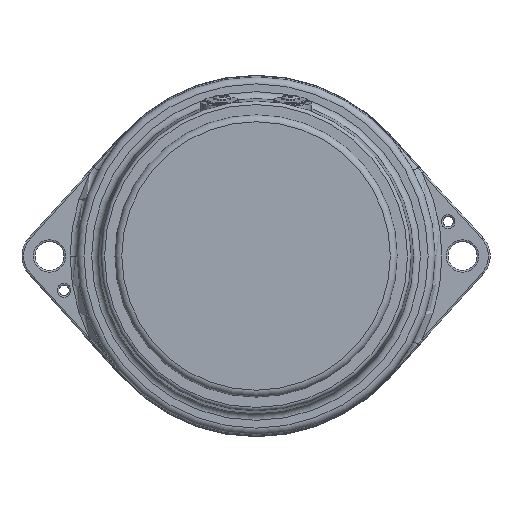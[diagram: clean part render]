
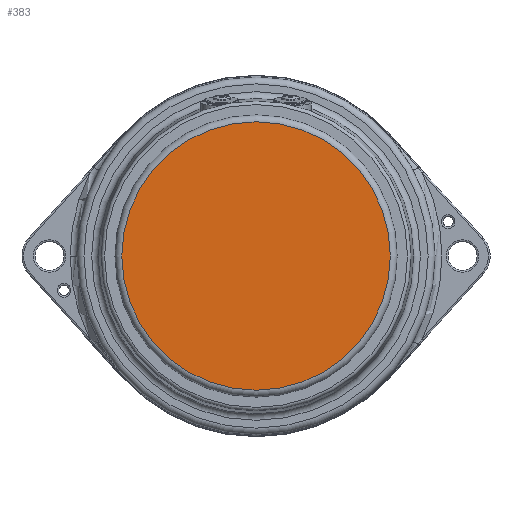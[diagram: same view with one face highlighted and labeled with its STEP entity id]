
A CAD part, front view. The second image highlights one B-rep face of the part: STEP entity #383.
In plain terms, the highlighted planar face has unit normal (0, -1, 0).
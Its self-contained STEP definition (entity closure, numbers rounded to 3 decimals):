
#367=CARTESIAN_POINT('',(0.,-0.,0.));
#368=DIRECTION('',(-0.,1.,0.));
#369=DIRECTION('',(-1.,-0.,0.));
#370=AXIS2_PLACEMENT_3D('',#367,#368,#369);
#371=PLANE('',#370);
#372=CARTESIAN_POINT('',(-19.5,-0.,-0.));
#373=VERTEX_POINT('',#372);
#374=CARTESIAN_POINT('',(-0.,-0.,0.));
#375=DIRECTION('',(0.,-1.,-0.));
#376=DIRECTION('',(-1.,-0.,0.));
#377=AXIS2_PLACEMENT_3D('',#374,#375,#376);
#378=CIRCLE('',#377,19.5);
#379=EDGE_CURVE('',#373,#373,#378,.T.);
#380=ORIENTED_EDGE('',*,*,#379,.T.);
#381=EDGE_LOOP('',(#380));
#382=FACE_BOUND('',#381,.T.);
#383=ADVANCED_FACE('',(#382),#371,.F.);
